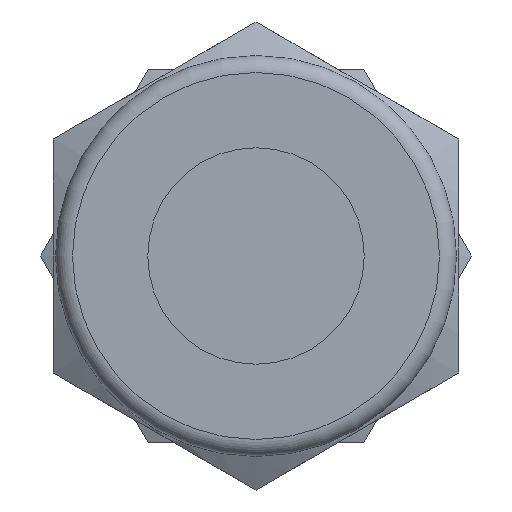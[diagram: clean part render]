
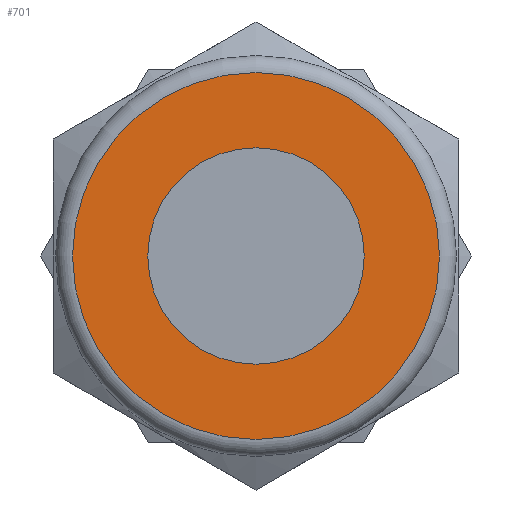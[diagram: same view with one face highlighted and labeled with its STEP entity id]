
A CAD part, left-side view. The second image highlights one B-rep face of the part: STEP entity #701.
In plain terms, the highlighted planar face has unit normal (-1, 0, 0).
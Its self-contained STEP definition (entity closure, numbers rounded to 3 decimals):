
#25=FACE_BOUND('',#168,.T.);
#57=CIRCLE('',#770,5.075);
#58=CIRCLE('',#772,8.6);
#118=FACE_OUTER_BOUND('',#167,.T.);
#167=EDGE_LOOP('',(#611));
#168=EDGE_LOOP('',(#612));
#342=VERTEX_POINT('',#1229);
#343=VERTEX_POINT('',#1232);
#439=EDGE_CURVE('',#342,#342,#57,.T.);
#440=EDGE_CURVE('',#343,#343,#58,.T.);
#611=ORIENTED_EDGE('',*,*,#440,.F.);
#612=ORIENTED_EDGE('',*,*,#439,.T.);
#664=PLANE('',#771);
#701=ADVANCED_FACE('',(#118,#25),#664,.T.);
#770=AXIS2_PLACEMENT_3D('',#1230,#935,#936);
#771=AXIS2_PLACEMENT_3D('',#1231,#937,#938);
#772=AXIS2_PLACEMENT_3D('',#1233,#939,#940);
#935=DIRECTION('center_axis',(1.,0.,0.));
#936=DIRECTION('ref_axis',(0.,0.,-1.));
#937=DIRECTION('center_axis',(-1.,0.,0.));
#938=DIRECTION('ref_axis',(0.,0.,1.));
#939=DIRECTION('center_axis',(1.,0.,0.));
#940=DIRECTION('ref_axis',(0.,0.,-1.));
#1229=CARTESIAN_POINT('',(4.513,6.413,0.));
#1230=CARTESIAN_POINT('Origin',(4.513,1.338,0.));
#1231=CARTESIAN_POINT('Origin',(4.513,9.938,0.));
#1232=CARTESIAN_POINT('',(4.513,9.938,0.));
#1233=CARTESIAN_POINT('Origin',(4.513,1.338,0.));
